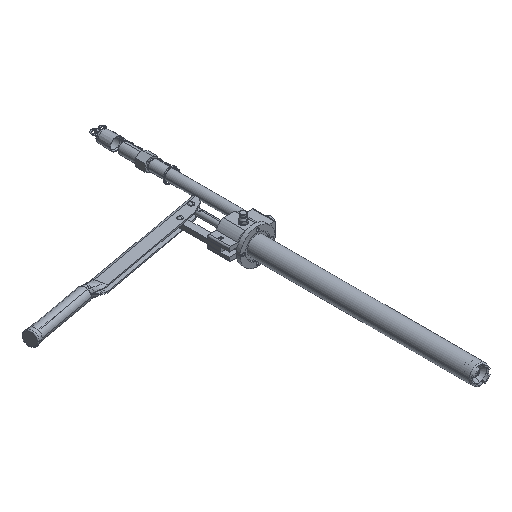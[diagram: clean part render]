
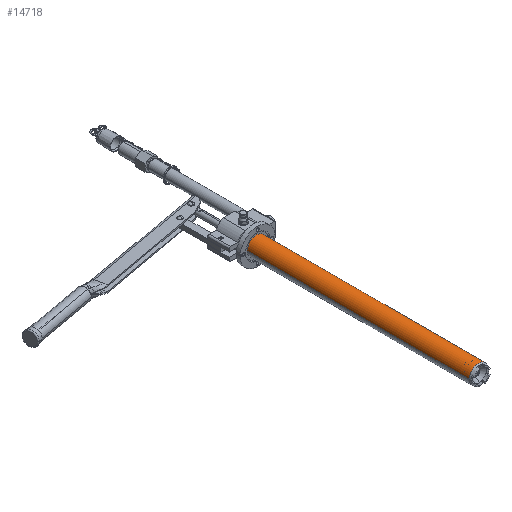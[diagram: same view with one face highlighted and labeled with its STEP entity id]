
A CAD part, isometric view. The second image highlights one B-rep face of the part: STEP entity #14718.
In plain terms, the highlighted cylindrical face has radius 16 mm (diameter 32 mm), a partial arc.
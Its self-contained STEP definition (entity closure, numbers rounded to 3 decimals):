
#4580=CARTESIAN_POINT('',(0.,-23.5,0.));
#4581=DIRECTION('',(0.,-1.,0.));
#4582=DIRECTION('',(1.,0.,0.));
#4583=AXIS2_PLACEMENT_3D('',#4580,#4581,#4582);
#4590=CARTESIAN_POINT('',(0.,-405.,0.));
#4591=DIRECTION('',(0.,1.,0.));
#4592=DIRECTION('',(0.,0.,1.));
#4593=AXIS2_PLACEMENT_3D('',#4590,#4591,#4592);
#4595=CARTESIAN_POINT('',(0.,-405.,0.));
#4596=DIRECTION('',(0.,1.,0.));
#4597=DIRECTION('',(-1.,0.,0.));
#4598=AXIS2_PLACEMENT_3D('',#4595,#4596,#4597);
#4600=DIRECTION('',(0.,-1.,0.));
#4601=VECTOR('',#4600,381.5);
#4602=CARTESIAN_POINT('',(-16.,-23.5,0.));
#4603=LINE('',#4602,#4601);
#4614=DIRECTION('',(0.,1.,0.));
#4615=VECTOR('',#4614,381.5);
#4616=CARTESIAN_POINT('',(16.,-405.,0.));
#4617=LINE('',#4616,#4615);
#8149=CARTESIAN_POINT('',(16.,-23.5,0.));
#8150=CARTESIAN_POINT('',(-16.,-23.5,0.));
#8151=VERTEX_POINT('',#8149);
#8152=VERTEX_POINT('',#8150);
#8161=CARTESIAN_POINT('',(0.,-405.,16.));
#8162=CARTESIAN_POINT('',(16.,-405.,0.));
#8163=VERTEX_POINT('',#8161);
#8164=VERTEX_POINT('',#8162);
#8165=CARTESIAN_POINT('',(-16.,-405.,0.));
#8166=VERTEX_POINT('',#8165);
#14702=CARTESIAN_POINT('',(0.,11.3,0.));
#14703=DIRECTION('',(0.,-1.,0.));
#14704=DIRECTION('',(-1.,0.,0.));
#14705=AXIS2_PLACEMENT_3D('',#14702,#14703,#14704);
#14706=CYLINDRICAL_SURFACE('',#14705,16.);
#14708=ORIENTED_EDGE('',*,*,#14707,.F.);
#14710=ORIENTED_EDGE('',*,*,#14709,.F.);
#14712=ORIENTED_EDGE('',*,*,#14711,.F.);
#14714=ORIENTED_EDGE('',*,*,#14713,.F.);
#14715=ORIENTED_EDGE('',*,*,#14695,.F.);
#14716=EDGE_LOOP('',(#14708,#14710,#14712,#14714,#14715));
#14717=FACE_OUTER_BOUND('',#14716,.F.);
#14718=ADVANCED_FACE('',(#14717),#14706,.T.);
#4584=CIRCLE('',#4583,16.);
#4594=CIRCLE('',#4593,16.);
#4599=CIRCLE('',#4598,16.);
#14695=EDGE_CURVE('',#8151,#8152,#4584,.T.);
#14707=EDGE_CURVE('',#8164,#8151,#4617,.T.);
#14709=EDGE_CURVE('',#8163,#8164,#4594,.T.);
#14711=EDGE_CURVE('',#8166,#8163,#4599,.T.);
#14713=EDGE_CURVE('',#8152,#8166,#4603,.T.);
